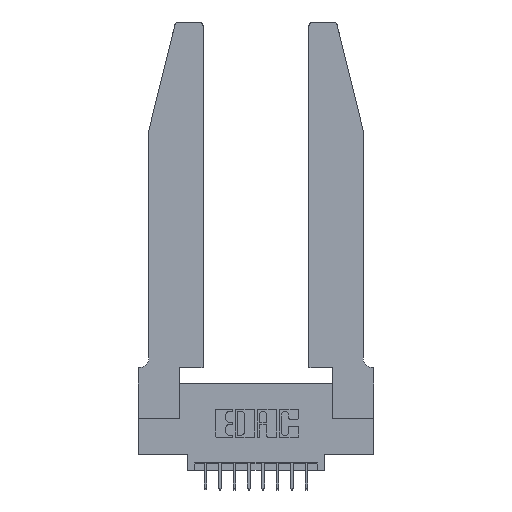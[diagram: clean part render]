
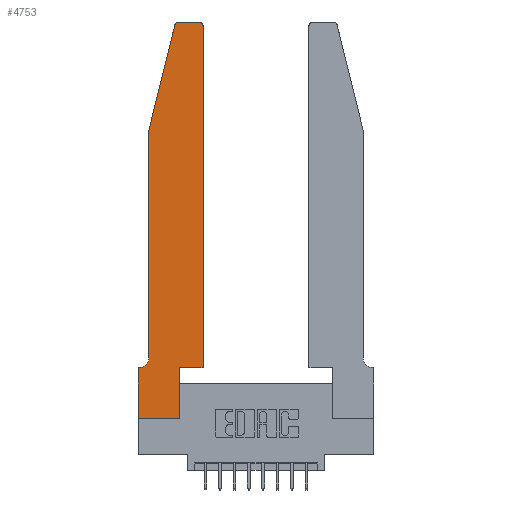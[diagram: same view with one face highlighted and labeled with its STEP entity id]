
A CAD part, top view. The second image highlights one B-rep face of the part: STEP entity #4753.
In plain terms, the highlighted planar face has unit normal (0, 0, 1).
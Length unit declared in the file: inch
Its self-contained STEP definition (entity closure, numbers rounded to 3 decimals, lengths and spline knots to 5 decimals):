
#36 = VECTOR ( 'NONE', #5582, 39.37008 ) ;
#159 = AXIS2_PLACEMENT_3D ( 'NONE', #7339, #12241, #15598 ) ;
#327 = EDGE_CURVE ( 'NONE', #12804, #6468, #12421, .T. ) ;
#545 = ORIENTED_EDGE ( 'NONE', *, *, #4319, .T. ) ;
#688 = CARTESIAN_POINT ( 'NONE',  ( 0.4505, 0.35, 0.37 ) ) ;
#739 = LINE ( 'NONE', #7089, #15516 ) ;
#745 = EDGE_CURVE ( 'NONE', #6640, #2112, #739, .T. ) ;
#1032 = CARTESIAN_POINT ( 'NONE',  ( 0.284, 2.72, 0.37 ) ) ;
#1040 = EDGE_LOOP ( 'NONE', ( #4293, #13343, #1063, #545, #14513, #4230, #12229, #4239, #14116, #8581, #11055, #12132 ) ) ;
#1063 = ORIENTED_EDGE ( 'NONE', *, *, #11199, .T. ) ;
#1220 = EDGE_CURVE ( 'NONE', #2112, #5449, #13678, .T. ) ;
#1244 = VECTOR ( 'NONE', #15362, 39.37008 ) ;
#1278 = VERTEX_POINT ( 'NONE', #11357 ) ;
#1411 = CARTESIAN_POINT ( 'NONE',  ( 0.2865, 0.35, 0.37 ) ) ;
#1758 = VECTOR ( 'NONE', #4806, 39.37008 ) ;
#1877 = CARTESIAN_POINT ( 'NONE',  ( 0.4205, 2.72, 0.37 ) ) ;
#2112 = VERTEX_POINT ( 'NONE', #8859 ) ;
#2450 = AXIS2_PLACEMENT_3D ( 'NONE', #5140, #3796, #12529 ) ;
#2926 = VECTOR ( 'NONE', #14534, 39.37008 ) ;
#3458 = CARTESIAN_POINT ( 'NONE',  ( 0.0755, 0.42, 0.37 ) ) ;
#3513 = EDGE_CURVE ( 'NONE', #15002, #1278, #10206, .T. ) ;
#3517 = LINE ( 'NONE', #14834, #1758 ) ;
#3796 = DIRECTION ( 'NONE',  ( 0., 0., -1. ) ) ;
#3898 = VERTEX_POINT ( 'NONE', #12840 ) ;
#4084 = DIRECTION ( 'NONE',  ( 1., 0., 0. ) ) ;
#4228 = LINE ( 'NONE', #5744, #36 ) ;
#4230 = ORIENTED_EDGE ( 'NONE', *, *, #13316, .T. ) ;
#4239 = ORIENTED_EDGE ( 'NONE', *, *, #10834, .T. ) ;
#4293 = ORIENTED_EDGE ( 'NONE', *, *, #9645, .T. ) ;
#4319 = EDGE_CURVE ( 'NONE', #12491, #4891, #12200, .T. ) ;
#4753 = ADVANCED_FACE ( 'NONE', ( #8369 ), #13192, .T. ) ;
#4806 = DIRECTION ( 'NONE',  ( -0.239, -0.971, 0. ) ) ;
#4846 = LINE ( 'NONE', #11006, #12531 ) ;
#4891 = VERTEX_POINT ( 'NONE', #3458 ) ;
#4914 = DIRECTION ( 'NONE',  ( 1., 0., 0. ) ) ;
#5057 = EDGE_CURVE ( 'NONE', #4891, #6366, #6779, .T. ) ;
#5140 = CARTESIAN_POINT ( 'NONE',  ( 0.0055, 0.42, 0.37 ) ) ;
#5449 = VERTEX_POINT ( 'NONE', #8812 ) ;
#5582 = DIRECTION ( 'NONE',  ( -1., 0., 0. ) ) ;
#5744 = CARTESIAN_POINT ( 'NONE',  ( 0.0755, 0.35, 0.37 ) ) ;
#5821 = LINE ( 'NONE', #688, #1244 ) ;
#6366 = VERTEX_POINT ( 'NONE', #11057 ) ;
#6468 = VERTEX_POINT ( 'NONE', #1411 ) ;
#6640 = VERTEX_POINT ( 'NONE', #15522 ) ;
#6727 = AXIS2_PLACEMENT_3D ( 'NONE', #1877, #15134, #4084 ) ;
#6779 = CIRCLE ( 'NONE', #2450, 0.07 ) ;
#7089 = CARTESIAN_POINT ( 'NONE',  ( 0.4505, 0.35, 0.37 ) ) ;
#7219 = DIRECTION ( 'NONE',  ( 0., 0., 1. ) ) ;
#7339 = CARTESIAN_POINT ( 'NONE',  ( 0., 0.35, 0.37 ) ) ;
#7435 = DIRECTION ( 'NONE',  ( 0., 1., 0. ) ) ;
#7609 = VERTEX_POINT ( 'NONE', #12552 ) ;
#7851 = CARTESIAN_POINT ( 'NONE',  ( 0.2605, 2.75, 0.37 ) ) ;
#8127 = CARTESIAN_POINT ( 'NONE',  ( 0., 0.35, 0.37 ) ) ;
#8369 = FACE_OUTER_BOUND ( 'NONE', #1040, .T. ) ;
#8498 = AXIS2_PLACEMENT_3D ( 'NONE', #1032, #7219, #12111 ) ;
#8581 = ORIENTED_EDGE ( 'NONE', *, *, #10219, .T. ) ;
#8812 = CARTESIAN_POINT ( 'NONE',  ( 0.4205, 2.75, 0.37 ) ) ;
#8859 = CARTESIAN_POINT ( 'NONE',  ( 0.4505, 2.72, 0.37 ) ) ;
#9543 = DIRECTION ( 'NONE',  ( 0., -1., 0. ) ) ;
#9645 = EDGE_CURVE ( 'NONE', #5449, #7609, #13724, .T. ) ;
#10206 = LINE ( 'NONE', #15093, #2926 ) ;
#10219 = EDGE_CURVE ( 'NONE', #6468, #6640, #5821, .T. ) ;
#10587 = CARTESIAN_POINT ( 'NONE',  ( 0.2865, 0., 0.37 ) ) ;
#10834 = EDGE_CURVE ( 'NONE', #1278, #12804, #4846, .T. ) ;
#10874 = VECTOR ( 'NONE', #7435, 39.37008 ) ;
#11006 = CARTESIAN_POINT ( 'NONE',  ( 0., 0., 0.37 ) ) ;
#11055 = ORIENTED_EDGE ( 'NONE', *, *, #745, .T. ) ;
#11057 = CARTESIAN_POINT ( 'NONE',  ( 0.0055, 0.35, 0.37 ) ) ;
#11199 = EDGE_CURVE ( 'NONE', #3898, #12491, #3517, .T. ) ;
#11357 = CARTESIAN_POINT ( 'NONE',  ( 0., 0., 0.37 ) ) ;
#11876 = CARTESIAN_POINT ( 'NONE',  ( 0.0755, 2., 0.37 ) ) ;
#12111 = DIRECTION ( 'NONE',  ( 1., 0., 0. ) ) ;
#12132 = ORIENTED_EDGE ( 'NONE', *, *, #1220, .T. ) ;
#12200 = LINE ( 'NONE', #13235, #13199 ) ;
#12229 = ORIENTED_EDGE ( 'NONE', *, *, #3513, .T. ) ;
#12241 = DIRECTION ( 'NONE',  ( 0., 0., 1. ) ) ;
#12421 = LINE ( 'NONE', #12573, #10874 ) ;
#12491 = VERTEX_POINT ( 'NONE', #11876 ) ;
#12529 = DIRECTION ( 'NONE',  ( -1., 0., 0. ) ) ;
#12531 = VECTOR ( 'NONE', #4914, 39.37008 ) ;
#12552 = CARTESIAN_POINT ( 'NONE',  ( 0.284, 2.75, 0.37 ) ) ;
#12573 = CARTESIAN_POINT ( 'NONE',  ( 0.2865, 0.35, 0.37 ) ) ;
#12804 = VERTEX_POINT ( 'NONE', #10587 ) ;
#12840 = CARTESIAN_POINT ( 'NONE',  ( 0.25487, 2.72718, 0.37 ) ) ;
#13192 = PLANE ( 'NONE',  #159 ) ;
#13199 = VECTOR ( 'NONE', #9543, 39.37008 ) ;
#13235 = CARTESIAN_POINT ( 'NONE',  ( 0.0755, 2., 0.37 ) ) ;
#13305 = VECTOR ( 'NONE', #15151, 39.37008 ) ;
#13316 = EDGE_CURVE ( 'NONE', #6366, #15002, #4228, .T. ) ;
#13343 = ORIENTED_EDGE ( 'NONE', *, *, #14375, .T. ) ;
#13678 = CIRCLE ( 'NONE', #6727, 0.03 ) ;
#13724 = LINE ( 'NONE', #7851, #13305 ) ;
#14116 = ORIENTED_EDGE ( 'NONE', *, *, #327, .T. ) ;
#14375 = EDGE_CURVE ( 'NONE', #7609, #3898, #15402, .T. ) ;
#14464 = DIRECTION ( 'NONE',  ( 0., 1., 0. ) ) ;
#14513 = ORIENTED_EDGE ( 'NONE', *, *, #5057, .T. ) ;
#14534 = DIRECTION ( 'NONE',  ( 0., -1., 0. ) ) ;
#14834 = CARTESIAN_POINT ( 'NONE',  ( 0.0755, 2., 0.37 ) ) ;
#15002 = VERTEX_POINT ( 'NONE', #8127 ) ;
#15093 = CARTESIAN_POINT ( 'NONE',  ( 0., 0., 0.37 ) ) ;
#15134 = DIRECTION ( 'NONE',  ( 0., 0., 1. ) ) ;
#15151 = DIRECTION ( 'NONE',  ( -1., 0., 0. ) ) ;
#15362 = DIRECTION ( 'NONE',  ( 1., 0., 0. ) ) ;
#15402 = CIRCLE ( 'NONE', #8498, 0.03 ) ;
#15516 = VECTOR ( 'NONE', #14464, 39.37008 ) ;
#15522 = CARTESIAN_POINT ( 'NONE',  ( 0.4505, 0.35, 0.37 ) ) ;
#15598 = DIRECTION ( 'NONE',  ( 1., 0., 0. ) ) ;
